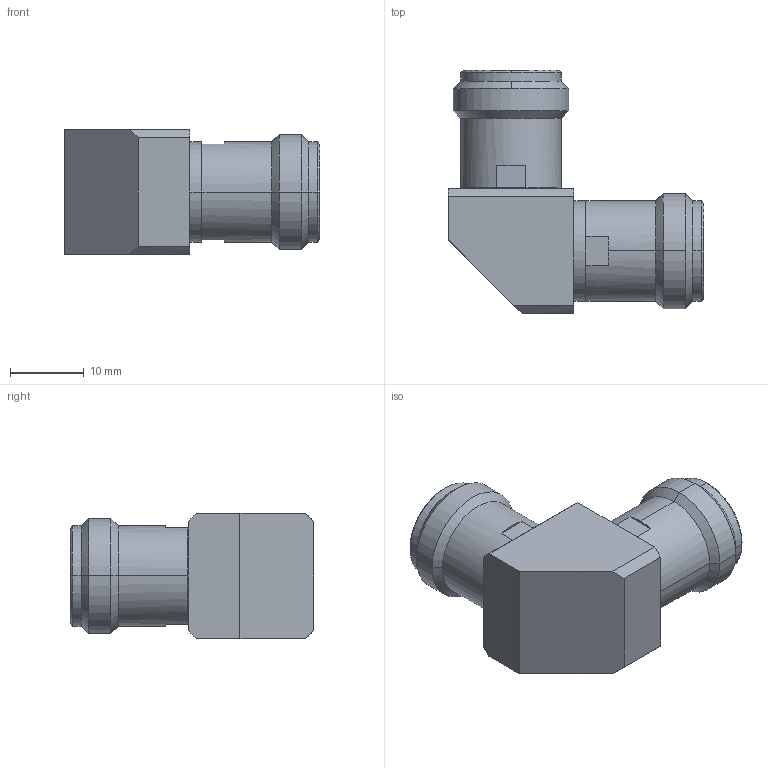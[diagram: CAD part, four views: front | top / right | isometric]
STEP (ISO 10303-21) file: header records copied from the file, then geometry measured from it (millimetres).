
FILE_DESCRIPTION (( 'STEP AP214' ), '1' );
FILE_NAME ('FMAD1576_3D.STEP', '2022-08-04T04:19:14', ( '' ), ( '' ), 'SwSTEP 2.0', 'SolidWorks 2021', '' );
FILE_SCHEMA (( 'AUTOMOTIVE_DESIGN' ));
Length unit declared in the file: millimetre
Products named in the file (3): Copy of ALS-N3N8-18-4^FMAD1576; Copy of ALS-N3N8-18-3-RIGHT^FMAD1576; FMAD1576_3D
Assembly tree (3 placements, depth 2):
  FMAD1576_3D
    Copy of ALS-N3N8-18-3-RIGHT^FMAD1576
    Copy of ALS-N3N8-18-4^FMAD1576  x2
Bounding box: 34.6 x 33 x 17 mm (x, y, z)
Volume: 9012.9 mm3; surface area: 4465.4 mm2
Topology: 3 solids, 3 shells, 113 faces, 252 edges, 154 vertices
Faces by surface type: cylinder 49, cone 36, plane 28
Entity records: 1911 total; most frequent: DIRECTION 355, CARTESIAN_POINT 309, ORIENTED_EDGE 288, EDGE_CURVE 144, AXIS2_PLACEMENT_3D 143, VERTEX_POINT 89, CIRCLE 73, VECTOR 69
